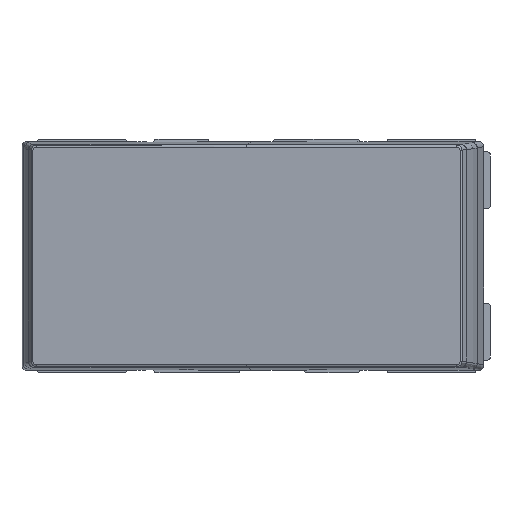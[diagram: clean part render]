
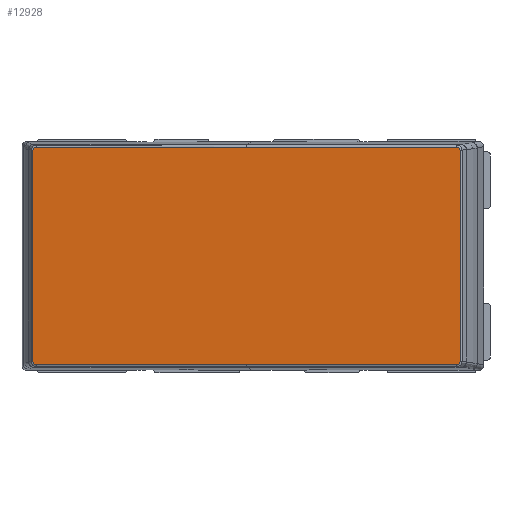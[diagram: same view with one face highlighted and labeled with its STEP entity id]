
A CAD part, top view. The second image highlights one B-rep face of the part: STEP entity #12928.
In plain terms, the highlighted planar face has unit normal (-0.089, 0, 0.996).
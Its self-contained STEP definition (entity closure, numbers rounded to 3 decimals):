
#12866=AXIS2_PLACEMENT_3D('Plane Axis2P3D',#12863,#12864,#12865) ;
#11646=CARTESIAN_POINT('Vertex',(-21.288,-10.504,8.552)) ;
#11662=CARTESIAN_POINT('Vertex',(-0.986,-10.504,10.365)) ;
#11665=CARTESIAN_POINT('Line Origine',(-0.986,-10.504,10.365)) ;
#11737=CARTESIAN_POINT('Vertex',(-21.606,-10.209,8.523)) ;
#11775=CARTESIAN_POINT('Control Point',(-21.288,-10.504,8.552)) ;
#11776=CARTESIAN_POINT('Control Point',(-21.289,-10.504,8.552)) ;
#11777=CARTESIAN_POINT('Control Point',(-21.291,-10.504,8.551)) ;
#11778=CARTESIAN_POINT('Control Point',(-21.293,-10.504,8.551)) ;
#11779=CARTESIAN_POINT('Control Point',(-21.302,-10.503,8.55)) ;
#11780=CARTESIAN_POINT('Control Point',(-21.311,-10.503,8.55)) ;
#11781=CARTESIAN_POINT('Control Point',(-21.318,-10.503,8.549)) ;
#11782=CARTESIAN_POINT('Control Point',(-21.332,-10.501,8.548)) ;
#11783=CARTESIAN_POINT('Control Point',(-21.346,-10.499,8.547)) ;
#11784=CARTESIAN_POINT('Control Point',(-21.352,-10.498,8.546)) ;
#11785=CARTESIAN_POINT('Control Point',(-21.373,-10.494,8.544)) ;
#11786=CARTESIAN_POINT('Control Point',(-21.393,-10.488,8.542)) ;
#11787=CARTESIAN_POINT('Control Point',(-21.406,-10.483,8.541)) ;
#11788=CARTESIAN_POINT('Control Point',(-21.432,-10.473,8.539)) ;
#11789=CARTESIAN_POINT('Control Point',(-21.456,-10.46,8.537)) ;
#11790=CARTESIAN_POINT('Control Point',(-21.468,-10.453,8.536)) ;
#11791=CARTESIAN_POINT('Control Point',(-21.49,-10.438,8.534)) ;
#11792=CARTESIAN_POINT('Control Point',(-21.511,-10.421,8.532)) ;
#11793=CARTESIAN_POINT('Control Point',(-21.521,-10.411,8.531)) ;
#11794=CARTESIAN_POINT('Control Point',(-21.539,-10.392,8.529)) ;
#11795=CARTESIAN_POINT('Control Point',(-21.555,-10.371,8.528)) ;
#11796=CARTESIAN_POINT('Control Point',(-21.563,-10.359,8.527)) ;
#11797=CARTESIAN_POINT('Control Point',(-21.576,-10.337,8.526)) ;
#11798=CARTESIAN_POINT('Control Point',(-21.587,-10.312,8.525)) ;
#11799=CARTESIAN_POINT('Control Point',(-21.591,-10.3,8.525)) ;
#11800=CARTESIAN_POINT('Control Point',(-21.599,-10.275,8.524)) ;
#11801=CARTESIAN_POINT('Control Point',(-21.604,-10.249,8.524)) ;
#11802=CARTESIAN_POINT('Control Point',(-21.605,-10.236,8.523)) ;
#11803=CARTESIAN_POINT('Control Point',(-21.606,-10.223,8.523)) ;
#11804=CARTESIAN_POINT('Control Point',(-21.606,-10.209,8.523)) ;
#11822=CARTESIAN_POINT('Vertex',(-21.606,10.209,8.523)) ;
#11832=CARTESIAN_POINT('Line Origine',(-21.606,0.,8.523)) ;
#11905=CARTESIAN_POINT('Vertex',(-21.288,10.504,8.552)) ;
#11940=CARTESIAN_POINT('Control Point',(-21.288,10.504,8.552)) ;
#11941=CARTESIAN_POINT('Control Point',(-21.406,10.504,8.541)) ;
#11942=CARTESIAN_POINT('Control Point',(-21.528,10.454,8.53)) ;
#11943=CARTESIAN_POINT('Control Point',(-21.606,10.332,8.523)) ;
#11944=CARTESIAN_POINT('Control Point',(-21.606,10.209,8.523)) ;
#11962=CARTESIAN_POINT('Vertex',(-0.986,10.504,10.365)) ;
#11972=CARTESIAN_POINT('Line Origine',(-0.986,10.504,10.365)) ;
#11993=CARTESIAN_POINT('Vertex',(19.315,10.504,12.179)) ;
#12003=CARTESIAN_POINT('Line Origine',(-0.986,10.504,10.365)) ;
#12031=CARTESIAN_POINT('Vertex',(19.315,-10.504,12.179)) ;
#12034=CARTESIAN_POINT('Line Origine',(-0.986,-10.504,10.365)) ;
#12863=CARTESIAN_POINT('Axis2P3D Location',(-21.737,11.118,8.512)) ;
#12869=CARTESIAN_POINT('Control Point',(19.315,-10.504,12.179)) ;
#12870=CARTESIAN_POINT('Control Point',(19.433,-10.504,12.19)) ;
#12871=CARTESIAN_POINT('Control Point',(19.555,-10.454,12.201)) ;
#12872=CARTESIAN_POINT('Control Point',(19.633,-10.332,12.208)) ;
#12873=CARTESIAN_POINT('Control Point',(19.633,-10.209,12.208)) ;
#12874=CARTESIAN_POINT('Vertex',(19.633,-10.209,12.208)) ;
#12877=CARTESIAN_POINT('Line Origine',(19.633,0.,12.208)) ;
#12881=CARTESIAN_POINT('Vertex',(19.633,10.209,12.208)) ;
#12885=CARTESIAN_POINT('Control Point',(19.315,10.504,12.179)) ;
#12886=CARTESIAN_POINT('Control Point',(19.317,10.504,12.179)) ;
#12887=CARTESIAN_POINT('Control Point',(19.318,10.504,12.179)) ;
#12888=CARTESIAN_POINT('Control Point',(19.32,10.504,12.18)) ;
#12889=CARTESIAN_POINT('Control Point',(19.329,10.503,12.18)) ;
#12890=CARTESIAN_POINT('Control Point',(19.338,10.503,12.181)) ;
#12891=CARTESIAN_POINT('Control Point',(19.345,10.503,12.182)) ;
#12892=CARTESIAN_POINT('Control Point',(19.359,10.501,12.183)) ;
#12893=CARTESIAN_POINT('Control Point',(19.373,10.499,12.184)) ;
#12894=CARTESIAN_POINT('Control Point',(19.379,10.498,12.185)) ;
#12895=CARTESIAN_POINT('Control Point',(19.4,10.494,12.187)) ;
#12896=CARTESIAN_POINT('Control Point',(19.42,10.488,12.189)) ;
#12897=CARTESIAN_POINT('Control Point',(19.433,10.483,12.19)) ;
#12898=CARTESIAN_POINT('Control Point',(19.459,10.473,12.192)) ;
#12899=CARTESIAN_POINT('Control Point',(19.483,10.46,12.194)) ;
#12900=CARTESIAN_POINT('Control Point',(19.495,10.453,12.195)) ;
#12901=CARTESIAN_POINT('Control Point',(19.517,10.438,12.197)) ;
#12902=CARTESIAN_POINT('Control Point',(19.538,10.421,12.199)) ;
#12903=CARTESIAN_POINT('Control Point',(19.548,10.411,12.2)) ;
#12904=CARTESIAN_POINT('Control Point',(19.566,10.392,12.202)) ;
#12905=CARTESIAN_POINT('Control Point',(19.582,10.371,12.203)) ;
#12906=CARTESIAN_POINT('Control Point',(19.59,10.359,12.204)) ;
#12907=CARTESIAN_POINT('Control Point',(19.603,10.337,12.205)) ;
#12908=CARTESIAN_POINT('Control Point',(19.614,10.312,12.206)) ;
#12909=CARTESIAN_POINT('Control Point',(19.618,10.3,12.206)) ;
#12910=CARTESIAN_POINT('Control Point',(19.626,10.275,12.207)) ;
#12911=CARTESIAN_POINT('Control Point',(19.631,10.249,12.207)) ;
#12912=CARTESIAN_POINT('Control Point',(19.632,10.236,12.208)) ;
#12913=CARTESIAN_POINT('Control Point',(19.633,10.223,12.208)) ;
#12914=CARTESIAN_POINT('Control Point',(19.633,10.209,12.208)) ;
#11666=DIRECTION('Vector Direction',(-0.996,0.,-0.089)) ;
#11833=DIRECTION('Vector Direction',(0.,-1.,0.)) ;
#11973=DIRECTION('Vector Direction',(-0.996,0.,-0.089)) ;
#12004=DIRECTION('Vector Direction',(-0.996,0.,-0.089)) ;
#12035=DIRECTION('Vector Direction',(-0.996,0.,-0.089)) ;
#12864=DIRECTION('Axis2P3D Direction',(-0.089,0.,0.996)) ;
#12865=DIRECTION('Axis2P3D XDirection',(0.,-1.,0.)) ;
#12878=DIRECTION('Vector Direction',(0.,-1.,0.)) ;
#11667=VECTOR('Line Direction',#11666,1.) ;
#11834=VECTOR('Line Direction',#11833,1.) ;
#11974=VECTOR('Line Direction',#11973,1.) ;
#12005=VECTOR('Line Direction',#12004,1.) ;
#12036=VECTOR('Line Direction',#12035,1.) ;
#12879=VECTOR('Line Direction',#12878,1.) ;
#12917=ORIENTED_EDGE('',*,*,#11976,.T.) ;
#12918=ORIENTED_EDGE('',*,*,#11945,.T.) ;
#12919=ORIENTED_EDGE('',*,*,#11836,.T.) ;
#12920=ORIENTED_EDGE('',*,*,#11805,.T.) ;
#12921=ORIENTED_EDGE('',*,*,#11669,.T.) ;
#12922=ORIENTED_EDGE('',*,*,#12038,.T.) ;
#12923=ORIENTED_EDGE('',*,*,#12876,.T.) ;
#12924=ORIENTED_EDGE('',*,*,#12883,.T.) ;
#12925=ORIENTED_EDGE('',*,*,#12915,.T.) ;
#12926=ORIENTED_EDGE('',*,*,#12007,.T.) ;
#12928=ADVANCED_FACE('EE01527_A.1\\Surmoulage-ABS-',(#12927),#12867,.T.) ;
#11774=B_SPLINE_CURVE_WITH_KNOTS('',5,(#11775,#11776,#11777,#11778,#11779,#11780,#11781,#11782,#11783,#11784,#11785,#11786,#11787,#11788,#11789,#11790,#11791,#11792,#11793,#11794,#11795,#11796,#11797,#11798,#11799,#11800,#11801,#11802,#11803,#11804),.UNSPECIFIED.,.F.,.U.,(6,3,3,3,3,3,3,3,3,6),(0.154,0.167,0.221,0.274,0.379,0.481,0.581,0.679,0.776,0.872),.UNSPECIFIED.) ;
#11939=B_SPLINE_CURVE_WITH_KNOTS('',4,(#11940,#11941,#11942,#11943,#11944),.UNSPECIFIED.,.F.,.U.,(5,5),(0.154,0.872),.UNSPECIFIED.) ;
#12868=B_SPLINE_CURVE_WITH_KNOTS('',4,(#12869,#12870,#12871,#12872,#12873),.UNSPECIFIED.,.F.,.U.,(5,5),(0.154,0.872),.UNSPECIFIED.) ;
#12884=B_SPLINE_CURVE_WITH_KNOTS('',5,(#12885,#12886,#12887,#12888,#12889,#12890,#12891,#12892,#12893,#12894,#12895,#12896,#12897,#12898,#12899,#12900,#12901,#12902,#12903,#12904,#12905,#12906,#12907,#12908,#12909,#12910,#12911,#12912,#12913,#12914),.UNSPECIFIED.,.F.,.U.,(6,3,3,3,3,3,3,3,3,6),(0.154,0.167,0.221,0.274,0.379,0.481,0.581,0.679,0.776,0.872),.UNSPECIFIED.) ;
#11669=EDGE_CURVE('',#11647,#11663,#11668,.F.) ;
#11805=EDGE_CURVE('',#11738,#11647,#11774,.F.) ;
#11836=EDGE_CURVE('',#11823,#11738,#11835,.T.) ;
#11945=EDGE_CURVE('',#11906,#11823,#11939,.T.) ;
#11976=EDGE_CURVE('',#11963,#11906,#11975,.T.) ;
#12007=EDGE_CURVE('',#11994,#11963,#12006,.T.) ;
#12038=EDGE_CURVE('',#11663,#12032,#12037,.F.) ;
#12876=EDGE_CURVE('',#12032,#12875,#12868,.T.) ;
#12883=EDGE_CURVE('',#12875,#12882,#12880,.F.) ;
#12915=EDGE_CURVE('',#12882,#11994,#12884,.F.) ;
#12916=EDGE_LOOP('',(#12917,#12918,#12919,#12920,#12921,#12922,#12923,#12924,#12925,#12926)) ;
#12927=FACE_OUTER_BOUND('',#12916,.T.) ;
#11668=LINE('Line',#11665,#11667) ;
#11835=LINE('Line',#11832,#11834) ;
#11975=LINE('Line',#11972,#11974) ;
#12006=LINE('Line',#12003,#12005) ;
#12037=LINE('Line',#12034,#12036) ;
#12880=LINE('Line',#12877,#12879) ;
#12867=PLANE('',#12866) ;
#11647=VERTEX_POINT('',#11646) ;
#11663=VERTEX_POINT('',#11662) ;
#11738=VERTEX_POINT('',#11737) ;
#11823=VERTEX_POINT('',#11822) ;
#11906=VERTEX_POINT('',#11905) ;
#11963=VERTEX_POINT('',#11962) ;
#11994=VERTEX_POINT('',#11993) ;
#12032=VERTEX_POINT('',#12031) ;
#12875=VERTEX_POINT('',#12874) ;
#12882=VERTEX_POINT('',#12881) ;
